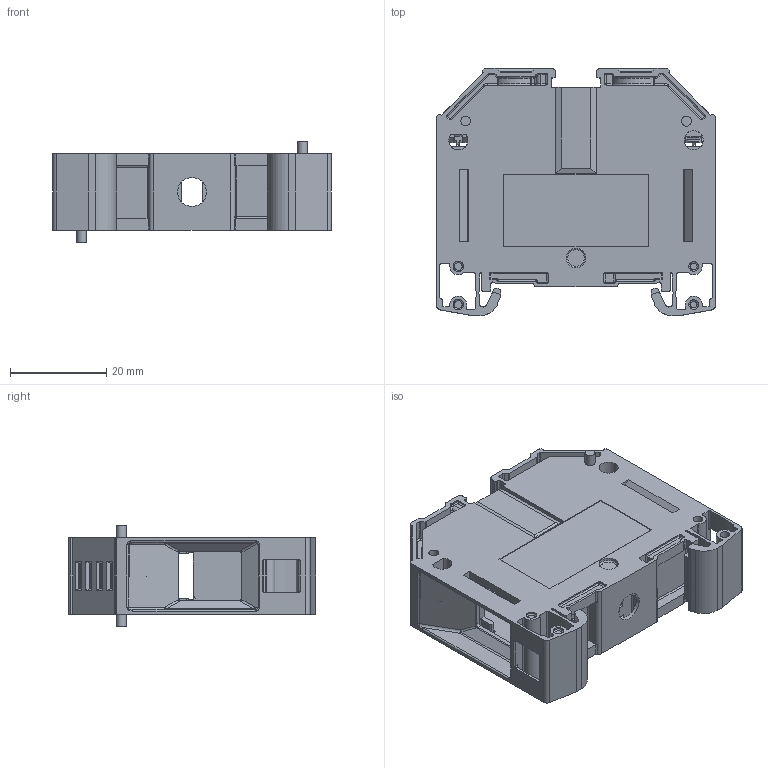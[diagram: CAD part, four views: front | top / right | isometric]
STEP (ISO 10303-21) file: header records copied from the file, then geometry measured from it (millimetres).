
FILE_DESCRIPTION(('FreeCAD Model'),'2;1');
FILE_NAME('17373_RK_35_35_N_Z_IS.stp','2018-08-29T11:28:59',('Author'),(''), 'Open CASCADE STEP processor 7.2','FreeCAD','Unknown');
FILE_SCHEMA(('AUTOMOTIVE_DESIGN { 1 0 10303 214 1 1 1 1 }'));
Products named in the file (1): 17373_RK_35_35_N_Z_IS
Bounding box: 58 x 51.5 x 20.9 mm (x, y, z)
Volume: 11875.4 mm3; surface area: 23909 mm2
Topology: 1 solids, 25 shells, 2162 faces, 5280 edges, 3089 vertices
Faces by surface type: cylinder 865, plane 727, sphere 240, torus 166, cone 84, bspline 80
Full cylindrical faces by diameter (mm): 2 x1, 2.1 x3, 6 x1, 6.5 x2, 8.5 x2
Entity records: 156748 total; most frequent: CARTESIAN_POINT 52831, DIRECTION 19844, LINE 10880, VECTOR 10880, ORIENTED_EDGE 10352, PCURVE 10352, DEFINITIONAL_REPRESENTATION 10352, EDGE_CURVE 5176
